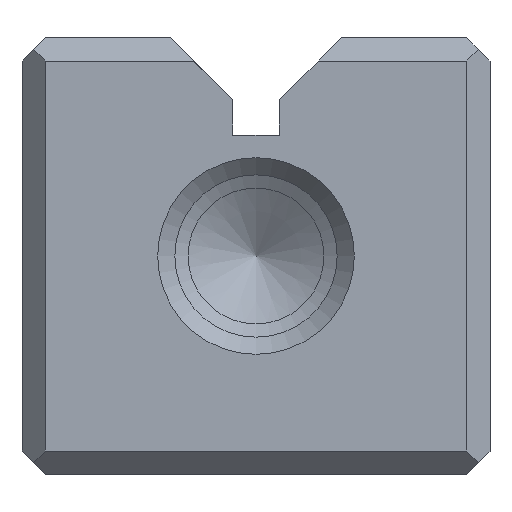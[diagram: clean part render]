
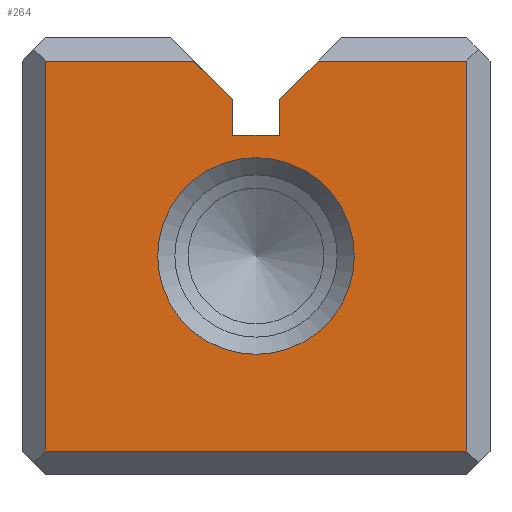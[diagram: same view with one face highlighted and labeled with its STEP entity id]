
A CAD part, front view. The second image highlights one B-rep face of the part: STEP entity #264.
In plain terms, the highlighted planar face has unit normal (0, -1, 0).
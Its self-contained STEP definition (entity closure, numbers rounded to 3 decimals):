
#76=CIRCLE('',#1195,3.15);
#136=FACE_BOUND('',#398,.T.);
#137=FACE_BOUND('',#399,.T.);
#264=ADVANCED_FACE('',(#136,#137),#340,.T.);
#340=PLANE('',#1196);
#398=EDGE_LOOP('',(#550,#551,#552,#553,#554,#555,#556,#557,#558,#559));
#399=EDGE_LOOP('',(#560));
#550=ORIENTED_EDGE('',*,*,#924,.T.);
#551=ORIENTED_EDGE('',*,*,#925,.F.);
#552=ORIENTED_EDGE('',*,*,#926,.F.);
#553=ORIENTED_EDGE('',*,*,#927,.F.);
#554=ORIENTED_EDGE('',*,*,#928,.T.);
#555=ORIENTED_EDGE('',*,*,#929,.T.);
#556=ORIENTED_EDGE('',*,*,#930,.T.);
#557=ORIENTED_EDGE('',*,*,#931,.T.);
#558=ORIENTED_EDGE('',*,*,#932,.T.);
#559=ORIENTED_EDGE('',*,*,#933,.F.);
#560=ORIENTED_EDGE('',*,*,#934,.T.);
#814=VERTEX_POINT('',#1695);
#815=VERTEX_POINT('',#1696);
#816=VERTEX_POINT('',#1698);
#817=VERTEX_POINT('',#1700);
#818=VERTEX_POINT('',#1702);
#819=VERTEX_POINT('',#1704);
#820=VERTEX_POINT('',#1706);
#821=VERTEX_POINT('',#1708);
#822=VERTEX_POINT('',#1710);
#823=VERTEX_POINT('',#1712);
#824=VERTEX_POINT('',#1715);
#924=EDGE_CURVE('',#814,#815,#1056,.T.);
#925=EDGE_CURVE('',#816,#815,#1057,.T.);
#926=EDGE_CURVE('',#817,#816,#1058,.T.);
#927=EDGE_CURVE('',#818,#817,#1059,.T.);
#928=EDGE_CURVE('',#818,#819,#1060,.T.);
#929=EDGE_CURVE('',#819,#820,#1061,.T.);
#930=EDGE_CURVE('',#820,#821,#1062,.T.);
#931=EDGE_CURVE('',#821,#822,#1063,.T.);
#932=EDGE_CURVE('',#822,#823,#1064,.T.);
#933=EDGE_CURVE('',#814,#823,#1065,.T.);
#934=EDGE_CURVE('',#824,#824,#76,.T.);
#1056=LINE('',#1694,#1128);
#1057=LINE('',#1697,#1129);
#1058=LINE('',#1699,#1130);
#1059=LINE('',#1701,#1131);
#1060=LINE('',#1703,#1132);
#1061=LINE('',#1705,#1133);
#1062=LINE('',#1707,#1134);
#1063=LINE('',#1709,#1135);
#1064=LINE('',#1711,#1136);
#1065=LINE('',#1713,#1137);
#1128=VECTOR('',#1343,1.);
#1129=VECTOR('',#1344,1.);
#1130=VECTOR('',#1345,1.);
#1131=VECTOR('',#1346,1.);
#1132=VECTOR('',#1347,1.);
#1133=VECTOR('',#1348,1.);
#1134=VECTOR('',#1349,1.);
#1135=VECTOR('',#1350,1.);
#1136=VECTOR('',#1351,1.);
#1137=VECTOR('',#1352,1.);
#1195=AXIS2_PLACEMENT_3D('',#1714,#1353,#1354);
#1196=AXIS2_PLACEMENT_3D('',#1716,#1355,#1356);
#1343=DIRECTION('',(0.,0.,-1.));
#1344=DIRECTION('',(1.,0.,0.));
#1345=DIRECTION('',(0.,0.,-1.));
#1346=DIRECTION('',(0.707,0.,-0.707));
#1347=DIRECTION('',(-1.,0.,0.));
#1348=DIRECTION('',(0.,0.,-1.));
#1349=DIRECTION('',(1.,0.,0.));
#1350=DIRECTION('',(0.,0.,1.));
#1351=DIRECTION('',(-1.,0.,0.));
#1352=DIRECTION('',(0.707,0.,0.707));
#1353=DIRECTION('',(0.,1.,0.));
#1354=DIRECTION('',(0.,0.,1.));
#1355=DIRECTION('',(0.,-1.,0.));
#1356=DIRECTION('',(0.,0.,-1.));
#1694=CARTESIAN_POINT('',(8.25,0.,10.875));
#1695=CARTESIAN_POINT('',(8.25,0.,12.007));
#1696=CARTESIAN_POINT('',(8.25,0.,10.875));
#1697=CARTESIAN_POINT('',(6.75,0.,10.875));
#1698=CARTESIAN_POINT('',(6.75,0.,10.875));
#1699=CARTESIAN_POINT('',(6.75,0.,10.875));
#1700=CARTESIAN_POINT('',(6.75,0.,12.007));
#1701=CARTESIAN_POINT('',(4.757,0.,14.));
#1702=CARTESIAN_POINT('',(5.507,0.,13.25));
#1703=CARTESIAN_POINT('',(7.5,0.,13.25));
#1704=CARTESIAN_POINT('',(0.75,0.,13.25));
#1705=CARTESIAN_POINT('',(0.75,0.,0.));
#1706=CARTESIAN_POINT('',(0.75,0.,0.75));
#1707=CARTESIAN_POINT('',(7.5,0.,0.75));
#1708=CARTESIAN_POINT('',(14.25,0.,0.75));
#1709=CARTESIAN_POINT('',(14.25,0.,0.));
#1710=CARTESIAN_POINT('',(14.25,0.,13.25));
#1711=CARTESIAN_POINT('',(7.5,0.,13.25));
#1712=CARTESIAN_POINT('',(9.493,0.,13.25));
#1713=CARTESIAN_POINT('',(7.5,0.,11.257));
#1714=CARTESIAN_POINT('',(7.5,0.,7.));
#1715=CARTESIAN_POINT('',(7.5,0.,10.15));
#1716=CARTESIAN_POINT('',(7.5,0.,0.));
